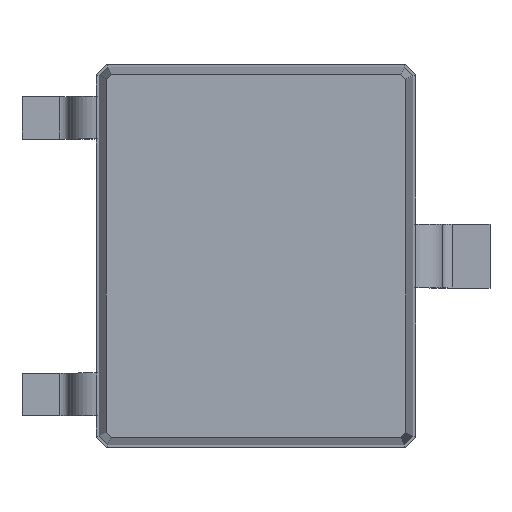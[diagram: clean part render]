
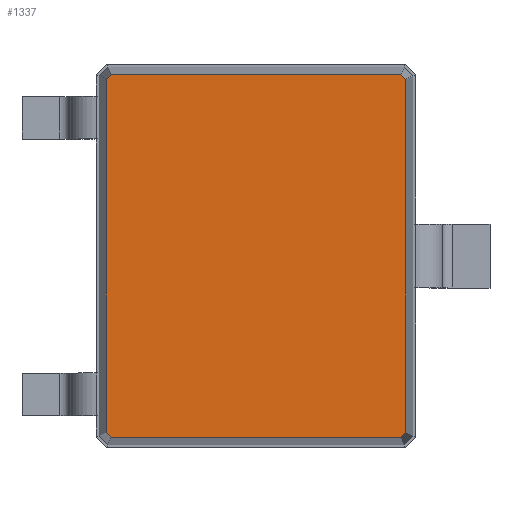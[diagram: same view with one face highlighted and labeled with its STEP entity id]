
A CAD part, top view. The second image highlights one B-rep face of the part: STEP entity #1337.
In plain terms, the highlighted planar face has unit normal (0, 0, 1).
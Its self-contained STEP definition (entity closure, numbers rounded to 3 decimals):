
#122=FACE_OUTER_BOUND('',#198,.T.);
#198=EDGE_LOOP('',(#1138,#1139,#1140,#1141,#1142,#1143,#1144,#1145));
#262=LINE('',#1971,#418);
#286=LINE('',#2018,#442);
#292=LINE('',#2028,#448);
#310=LINE('',#2074,#466);
#314=LINE('',#2083,#470);
#332=LINE('',#2117,#488);
#354=LINE('',#2168,#510);
#355=LINE('',#2170,#511);
#418=VECTOR('',#1605,1.);
#442=VECTOR('',#1647,1.);
#448=VECTOR('',#1661,1.);
#466=VECTOR('',#1699,1.);
#470=VECTOR('',#1705,1.);
#488=VECTOR('',#1737,1.);
#510=VECTOR('',#1801,1.);
#511=VECTOR('',#1804,1.);
#565=VERTEX_POINT('',#1968);
#566=VERTEX_POINT('',#1970);
#579=VERTEX_POINT('',#2015);
#580=VERTEX_POINT('',#2017);
#597=VERTEX_POINT('',#2071);
#598=VERTEX_POINT('',#2073);
#601=VERTEX_POINT('',#2080);
#602=VERTEX_POINT('',#2082);
#696=EDGE_CURVE('',#565,#566,#262,.T.);
#720=EDGE_CURVE('',#579,#580,#286,.T.);
#726=EDGE_CURVE('',#580,#565,#292,.T.);
#748=EDGE_CURVE('',#597,#598,#310,.T.);
#752=EDGE_CURVE('',#601,#602,#314,.T.);
#770=EDGE_CURVE('',#598,#601,#332,.T.);
#796=EDGE_CURVE('',#602,#579,#354,.T.);
#797=EDGE_CURVE('',#566,#597,#355,.T.);
#1138=ORIENTED_EDGE('',*,*,#796,.F.);
#1139=ORIENTED_EDGE('',*,*,#752,.F.);
#1140=ORIENTED_EDGE('',*,*,#770,.F.);
#1141=ORIENTED_EDGE('',*,*,#748,.F.);
#1142=ORIENTED_EDGE('',*,*,#797,.F.);
#1143=ORIENTED_EDGE('',*,*,#696,.F.);
#1144=ORIENTED_EDGE('',*,*,#726,.F.);
#1145=ORIENTED_EDGE('',*,*,#720,.F.);
#1220=PLANE('',#1451);
#1337=ADVANCED_FACE('',(#122),#1220,.T.);
#1451=AXIS2_PLACEMENT_3D('',#2169,#1802,#1803);
#1605=DIRECTION('',(0.707,-0.707,0.));
#1647=DIRECTION('',(0.707,0.707,0.));
#1661=DIRECTION('',(1.,0.,0.));
#1699=DIRECTION('',(-0.707,-0.707,0.));
#1705=DIRECTION('',(-0.707,0.707,0.));
#1737=DIRECTION('',(-1.,0.,0.));
#1801=DIRECTION('',(0.,1.,0.));
#1802=DIRECTION('center_axis',(0.,0.,1.));
#1803=DIRECTION('ref_axis',(0.369,-0.929,0.));
#1804=DIRECTION('',(0.,-1.,0.));
#1968=CARTESIAN_POINT('',(1.359,1.708,1.2));
#1970=CARTESIAN_POINT('',(1.408,1.659,1.2));
#1971=CARTESIAN_POINT('',(1.359,1.708,1.2));
#2015=CARTESIAN_POINT('',(-1.408,1.659,1.2));
#2017=CARTESIAN_POINT('',(-1.359,1.708,1.2));
#2018=CARTESIAN_POINT('',(-1.408,1.659,1.2));
#2028=CARTESIAN_POINT('',(0.241,1.708,1.2));
#2071=CARTESIAN_POINT('',(1.408,-1.659,1.2));
#2073=CARTESIAN_POINT('',(1.359,-1.708,1.2));
#2074=CARTESIAN_POINT('',(1.408,-1.659,1.2));
#2080=CARTESIAN_POINT('',(-1.359,-1.708,1.2));
#2082=CARTESIAN_POINT('',(-1.408,-1.659,1.2));
#2083=CARTESIAN_POINT('',(-1.359,-1.708,1.2));
#2117=CARTESIAN_POINT('',(1.359,-1.708,1.2));
#2168=CARTESIAN_POINT('',(-1.408,-1.659,1.2));
#2169=CARTESIAN_POINT('Origin',(-1.359,1.258,1.2));
#2170=CARTESIAN_POINT('',(1.408,1.259,1.2));
